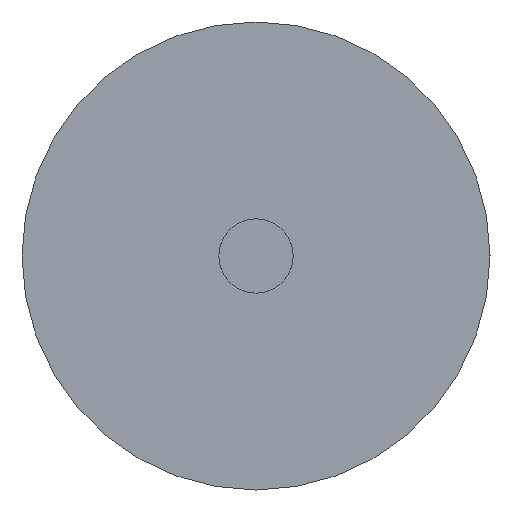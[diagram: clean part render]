
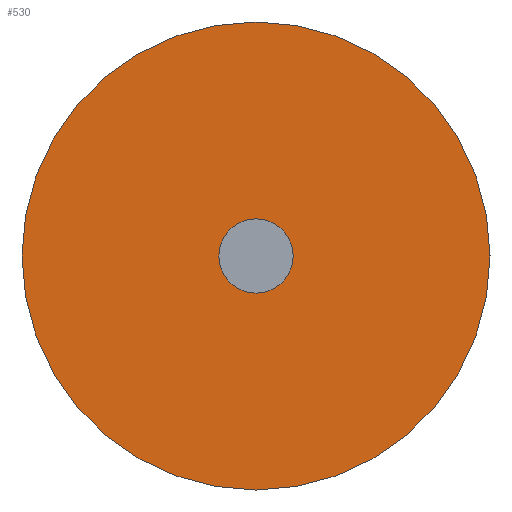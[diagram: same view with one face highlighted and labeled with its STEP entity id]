
A CAD part, left-side view. The second image highlights one B-rep face of the part: STEP entity #530.
In plain terms, the highlighted planar face has unit normal (-1, 0, 0).
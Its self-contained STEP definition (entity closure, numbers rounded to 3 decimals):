
#22=FACE_BOUND('',#101,.T.);
#29=PLANE('',#610);
#65=FACE_OUTER_BOUND('',#100,.T.);
#100=EDGE_LOOP('',(#449,#450));
#101=EDGE_LOOP('',(#451));
#190=CIRCLE('',#576,31.5);
#191=CIRCLE('',#577,31.5);
#210=CIRCLE('',#609,5.);
#234=VERTEX_POINT('',#878);
#235=VERTEX_POINT('',#879);
#258=VERTEX_POINT('',#946);
#294=EDGE_CURVE('',#234,#235,#190,.T.);
#295=EDGE_CURVE('',#235,#234,#191,.T.);
#325=EDGE_CURVE('',#258,#258,#210,.T.);
#449=ORIENTED_EDGE('',*,*,#294,.T.);
#450=ORIENTED_EDGE('',*,*,#295,.T.);
#451=ORIENTED_EDGE('',*,*,#325,.T.);
#530=ADVANCED_FACE('',(#65,#22),#29,.F.);
#576=AXIS2_PLACEMENT_3D('',#880,#666,#667);
#577=AXIS2_PLACEMENT_3D('',#881,#668,#669);
#609=AXIS2_PLACEMENT_3D('',#947,#743,#744);
#610=AXIS2_PLACEMENT_3D('',#949,#746,#747);
#666=DIRECTION('center_axis',(-1.,0.,0.));
#667=DIRECTION('ref_axis',(0.,1.,0.));
#668=DIRECTION('center_axis',(-1.,0.,0.));
#669=DIRECTION('ref_axis',(0.,1.,0.));
#743=DIRECTION('center_axis',(1.,0.,0.));
#744=DIRECTION('ref_axis',(0.,-1.,0.));
#746=DIRECTION('center_axis',(1.,0.,0.));
#747=DIRECTION('ref_axis',(0.,0.,-1.));
#878=CARTESIAN_POINT('',(-74.,31.5,0.));
#879=CARTESIAN_POINT('',(-74.,-31.5,0.));
#880=CARTESIAN_POINT('Origin',(-74.,0.,0.));
#881=CARTESIAN_POINT('Origin',(-74.,0.,0.));
#946=CARTESIAN_POINT('',(-74.,5.,0.));
#947=CARTESIAN_POINT('Origin',(-74.,0.,0.));
#949=CARTESIAN_POINT('Origin',(-74.,0.,0.));
